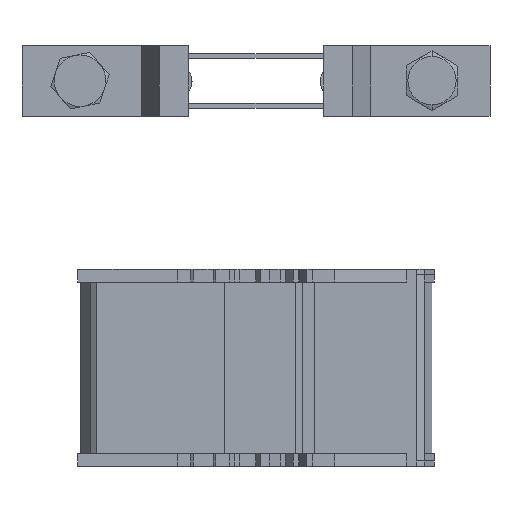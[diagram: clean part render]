
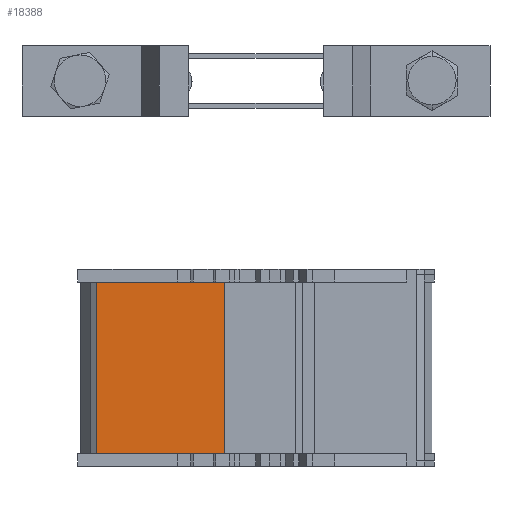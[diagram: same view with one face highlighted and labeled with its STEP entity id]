
A CAD part, front view. The second image highlights one B-rep face of the part: STEP entity #18388.
In plain terms, the highlighted planar face has unit normal (0, -1, 0).
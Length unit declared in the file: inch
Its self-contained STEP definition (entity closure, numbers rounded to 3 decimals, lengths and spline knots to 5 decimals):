
#1027 = VECTOR ( 'NONE', #7099, 39.37008 ) ;
#1999 = AXIS2_PLACEMENT_3D ( 'NONE', #23054, #3350, #7626 ) ;
#3113 = EDGE_CURVE ( 'NONE', #25506, #24633, #10848, .T. ) ;
#3350 = DIRECTION ( 'NONE',  ( 0., -1., 0. ) ) ;
#3416 = CARTESIAN_POINT ( 'NONE',  ( -1.51201, 0.08149, 1.60047 ) ) ;
#4165 = LINE ( 'NONE', #25764, #11687 ) ;
#4307 = EDGE_LOOP ( 'NONE', ( #15895, #14569, #25648, #22629 ) ) ;
#5019 = VECTOR ( 'NONE', #7660, 39.37008 ) ;
#5471 = VERTEX_POINT ( 'NONE', #25207 ) ;
#5519 = LINE ( 'NONE', #24814, #5019 ) ;
#7099 = DIRECTION ( 'NONE',  ( 0., 0., 1. ) ) ;
#7626 = DIRECTION ( 'NONE',  ( 1., 0., 0. ) ) ;
#7660 = DIRECTION ( 'NONE',  ( 0., 0., -1. ) ) ;
#8525 = VERTEX_POINT ( 'NONE', #17070 ) ;
#10848 = LINE ( 'NONE', #24279, #18741 ) ;
#11687 = VECTOR ( 'NONE', #21747, 39.37008 ) ;
#14569 = ORIENTED_EDGE ( 'NONE', *, *, #16590, .F. ) ;
#15732 = CARTESIAN_POINT ( 'NONE',  ( -1.51201, 0.08149, -0.15 ) ) ;
#15895 = ORIENTED_EDGE ( 'NONE', *, *, #3113, .F. ) ;
#16590 = EDGE_CURVE ( 'NONE', #8525, #25506, #22524, .T. ) ;
#17070 = CARTESIAN_POINT ( 'NONE',  ( -1.51201, 0.08149, -0.02953 ) ) ;
#18326 = FACE_OUTER_BOUND ( 'NONE', #4307, .T. ) ;
#18388 = ADVANCED_FACE ( 'NONE', ( #18326 ), #27199, .T. ) ;
#18741 = VECTOR ( 'NONE', #26421, 39.37008 ) ;
#19582 = EDGE_CURVE ( 'NONE', #5471, #8525, #4165, .T. ) ;
#21747 = DIRECTION ( 'NONE',  ( -1., 0., 0. ) ) ;
#22524 = LINE ( 'NONE', #15732, #1027 ) ;
#22629 = ORIENTED_EDGE ( 'NONE', *, *, #28043, .F. ) ;
#23054 = CARTESIAN_POINT ( 'NONE',  ( 0., 0.08149, 0.07047 ) ) ;
#23774 = CARTESIAN_POINT ( 'NONE',  ( -0.30036, 0.08149, 1.60047 ) ) ;
#24279 = CARTESIAN_POINT ( 'NONE',  ( 0., 0.08149, 1.60047 ) ) ;
#24633 = VERTEX_POINT ( 'NONE', #23774 ) ;
#24814 = CARTESIAN_POINT ( 'NONE',  ( -0.30036, 0.08149, 0.07047 ) ) ;
#25207 = CARTESIAN_POINT ( 'NONE',  ( -0.30036, 0.08149, -0.02953 ) ) ;
#25506 = VERTEX_POINT ( 'NONE', #3416 ) ;
#25648 = ORIENTED_EDGE ( 'NONE', *, *, #19582, .F. ) ;
#25764 = CARTESIAN_POINT ( 'NONE',  ( -0.30036, 0.08149, -0.02953 ) ) ;
#26421 = DIRECTION ( 'NONE',  ( 1., 0., 0. ) ) ;
#27199 = PLANE ( 'NONE',  #1999 ) ;
#28043 = EDGE_CURVE ( 'NONE', #24633, #5471, #5519, .T. ) ;
